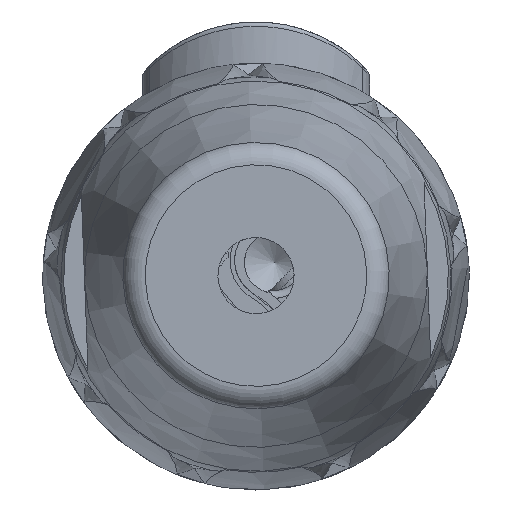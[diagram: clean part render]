
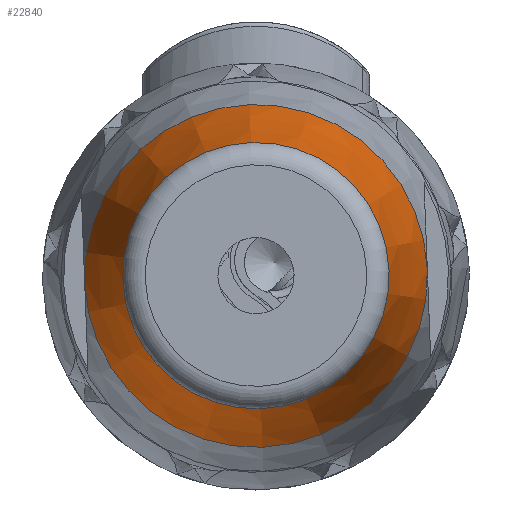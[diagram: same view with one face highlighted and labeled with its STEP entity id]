
A CAD part, top view. The second image highlights one B-rep face of the part: STEP entity #22840.
In plain terms, the highlighted conical face has half-angle 12 degrees and reference radius 9.995 mm.
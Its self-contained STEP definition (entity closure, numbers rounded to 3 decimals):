
#3215=FACE_OUTER_BOUND('',#4586,.T.);
#4586=EDGE_LOOP('',(#18739,#18740,#18741,#18742,#18743));
#6040=LINE('',#40620,#7423);
#7423=VECTOR('',#29674,9.995);
#8794=CIRCLE('',#25174,11.25);
#8795=CIRCLE('',#25176,8.739);
#8796=CIRCLE('',#25177,8.739);
#10334=VERTEX_POINT('',#40614);
#10335=VERTEX_POINT('',#40617);
#10336=VERTEX_POINT('',#40618);
#13298=EDGE_CURVE('',#10334,#10334,#8794,.T.);
#13299=EDGE_CURVE('',#10335,#10336,#8795,.T.);
#13300=EDGE_CURVE('',#10335,#10334,#6040,.T.);
#13301=EDGE_CURVE('',#10336,#10335,#8796,.T.);
#18739=ORIENTED_EDGE('',*,*,#13299,.F.);
#18740=ORIENTED_EDGE('',*,*,#13300,.T.);
#18741=ORIENTED_EDGE('',*,*,#13298,.T.);
#18742=ORIENTED_EDGE('',*,*,#13300,.F.);
#18743=ORIENTED_EDGE('',*,*,#13301,.F.);
#22103=CONICAL_SURFACE('',#25175,9.995,0.209);
#22840=ADVANCED_FACE('',(#3215),#22103,.T.);
#25174=AXIS2_PLACEMENT_3D('',#40615,#29668,#29669);
#25175=AXIS2_PLACEMENT_3D('',#40616,#29670,#29671);
#25176=AXIS2_PLACEMENT_3D('',#40619,#29672,#29673);
#25177=AXIS2_PLACEMENT_3D('',#40621,#29675,#29676);
#29668=DIRECTION('center_axis',(1.,0.,0.));
#29669=DIRECTION('ref_axis',(0.,1.,0.));
#29670=DIRECTION('center_axis',(-1.,0.,0.));
#29671=DIRECTION('ref_axis',(0.,1.,0.));
#29672=DIRECTION('center_axis',(1.,0.,0.));
#29673=DIRECTION('ref_axis',(0.,1.,0.));
#29674=DIRECTION('',(-0.978,-0.208,0.));
#29675=DIRECTION('center_axis',(1.,0.,0.));
#29676=DIRECTION('ref_axis',(0.,1.,0.));
#40614=CARTESIAN_POINT('',(4.606,-11.25,0.));
#40615=CARTESIAN_POINT('Origin',(4.606,0.,0.));
#40616=CARTESIAN_POINT('Origin',(10.512,0.,0.));
#40617=CARTESIAN_POINT('',(16.418,-8.739,0.));
#40618=CARTESIAN_POINT('',(16.418,0.,8.739));
#40619=CARTESIAN_POINT('Origin',(16.418,0.,0.));
#40620=CARTESIAN_POINT('',(10.512,-9.995,0.));
#40621=CARTESIAN_POINT('Origin',(16.418,0.,0.));
